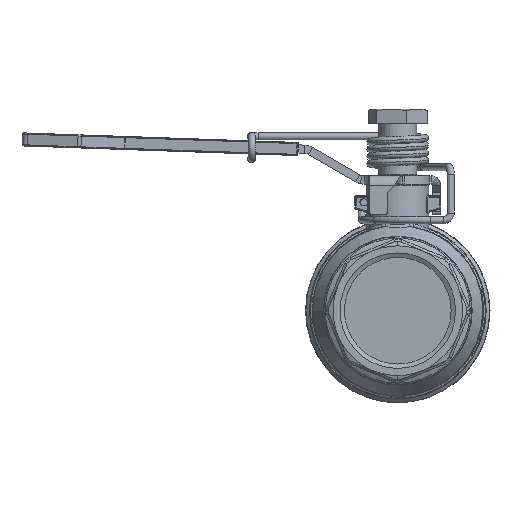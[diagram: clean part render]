
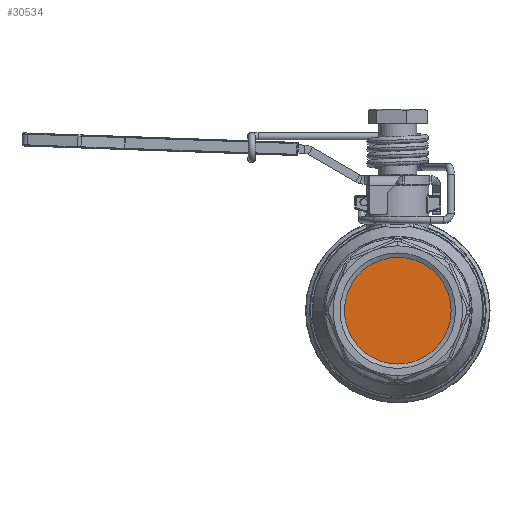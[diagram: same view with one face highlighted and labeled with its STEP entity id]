
A CAD part, left-side view. The second image highlights one B-rep face of the part: STEP entity #30534.
In plain terms, the highlighted planar face has unit normal (-1, 0, 0).
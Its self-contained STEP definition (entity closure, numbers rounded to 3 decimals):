
#9072=CARTESIAN_POINT('',(-32.663,0.,22.423));
#9073=VERTEX_POINT('',#9072);
#9080=CARTESIAN_POINT('',(-32.663,0.,-22.423));
#9081=VERTEX_POINT('',#9080);
#9082=CARTESIAN_POINT('',(-32.663,0.,-0.));
#9083=DIRECTION('',(1.,0.,0.));
#9084=DIRECTION('',(-0.,0.,1.));
#9085=AXIS2_PLACEMENT_3D('',#9082,#9083,#9084);
#9086=CIRCLE('',#9085,22.423);
#9087=EDGE_CURVE('',#9073,#9081,#9086,.T.);
#9089=CARTESIAN_POINT('',(-32.663,0.,-0.));
#9090=DIRECTION('',(1.,0.,0.));
#9091=DIRECTION('',(-0.,0.,1.));
#9092=AXIS2_PLACEMENT_3D('',#9089,#9090,#9091);
#9093=CIRCLE('',#9092,22.423);
#9094=EDGE_CURVE('',#9081,#9073,#9093,.T.);
#30525=CARTESIAN_POINT('',(-32.663,-0.,-0.));
#30526=DIRECTION('',(-1.,0.,0.));
#30527=DIRECTION('',(0.,-1.,0.));
#30528=AXIS2_PLACEMENT_3D('',#30525,#30526,#30527);
#30529=PLANE('',#30528);
#30530=ORIENTED_EDGE('',*,*,#9094,.F.);
#30531=ORIENTED_EDGE('',*,*,#9087,.F.);
#30532=EDGE_LOOP('',(#30530,#30531));
#30533=FACE_BOUND('',#30532,.T.);
#30534=ADVANCED_FACE('',(#30533),#30529,.T.);
